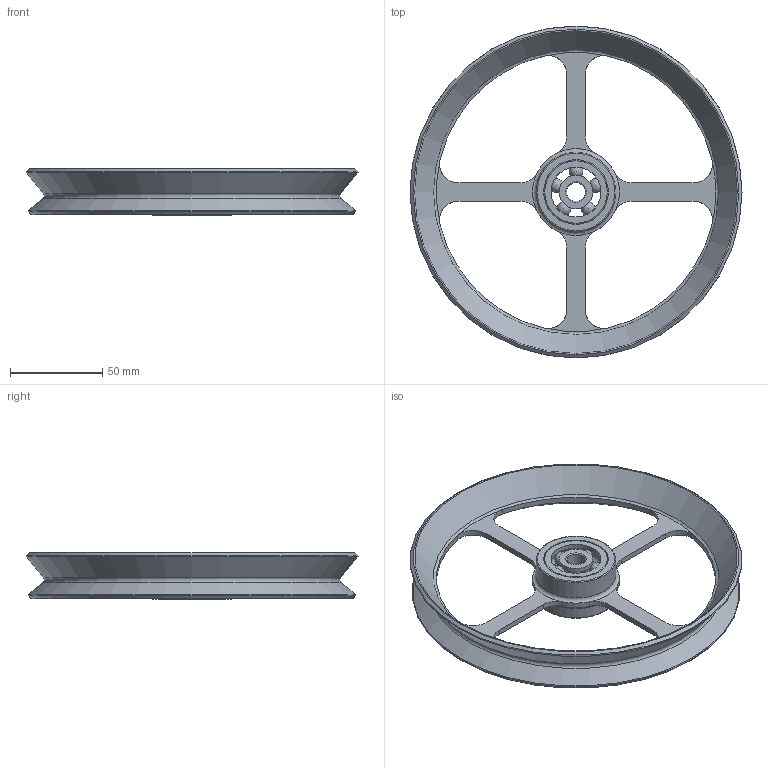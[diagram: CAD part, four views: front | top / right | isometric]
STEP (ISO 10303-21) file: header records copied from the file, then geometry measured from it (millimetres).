
FILE_DESCRIPTION(/* description */ (''),/* implementation_level */ '2;1');
FILE_NAME(/* name */ 'PNA160V090KL-K.stp',/* time_stamp */ '2024-04-17T11:38:15+02:00',/* author */ ('moritz.michaelis'),/* organization */ (''),/* preprocessor_version */ 'ST-DEVELOPER v20',/* originating_system */ 'Autodesk Inventor 2024',/* authorisation */ '');
FILE_SCHEMA (('CONFIG_CONTROL_DESIGN'));
Length unit declared in the file: millimetre
Products named in the file (3): Baugruppe1; NW125R; DIN 625 SKF - SKF 6300
Assembly tree (3 placements, depth 2):
  Baugruppe1
    NW125R
    DIN 625 SKF - SKF 6300  x2
Bounding box: 179.59 x 179.59 x 25.19 mm (x, y, z)
Volume: 84489.5 mm3; surface area: 59699 mm2
Topology: 3 solids, 3 shells, 120 faces, 374 edges, 236 vertices
Faces by surface type: cylinder 39, torus 39, plane 26, sphere 10, cone 6
Full cylindrical faces by diameter (mm): 10 x2, 18 x4, 27 x4, 35 x3, 43 x2
Entity records: 4377 total; most frequent: CARTESIAN_POINT 1806, DIRECTION 553, ORIENTED_EDGE 518, EDGE_CURVE 259, AXIS2_PLACEMENT_3D 245, VERTEX_POINT 166, CIRCLE 148, EDGE_LOOP 107
